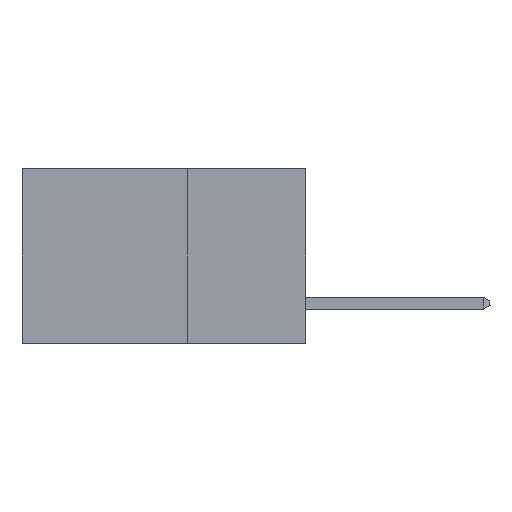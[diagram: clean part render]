
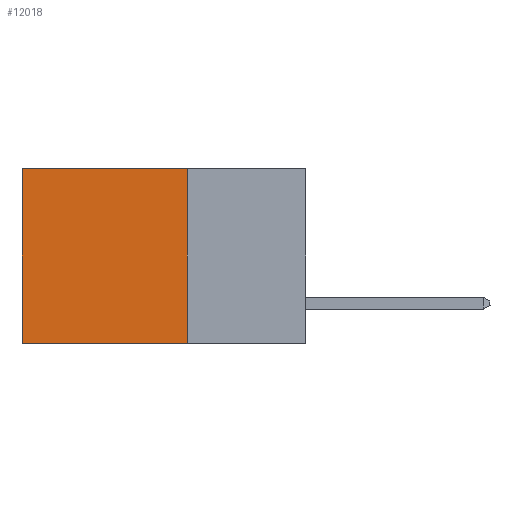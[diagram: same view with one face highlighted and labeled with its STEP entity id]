
A CAD part, left-side view. The second image highlights one B-rep face of the part: STEP entity #12018.
In plain terms, the highlighted planar face has unit normal (-1, 0, 0).
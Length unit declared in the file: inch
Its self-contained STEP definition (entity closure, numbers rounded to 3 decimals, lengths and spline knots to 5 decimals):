
#224 = LINE ( 'NONE', #8058, #24200 ) ;
#296 = CARTESIAN_POINT ( 'NONE',  ( 0.298, 0.25, -0.37 ) ) ;
#671 = VECTOR ( 'NONE', #27488, 39.37008 ) ;
#1897 = CARTESIAN_POINT ( 'NONE',  ( 0.298, 0.25, 0. ) ) ;
#3163 = DIRECTION ( 'NONE',  ( 0., 1., 0. ) ) ;
#3530 = VERTEX_POINT ( 'NONE', #4627 ) ;
#3533 = VECTOR ( 'NONE', #3163, 39.37008 ) ;
#3663 = VERTEX_POINT ( 'NONE', #7473 ) ;
#4627 = CARTESIAN_POINT ( 'NONE',  ( 0.298, 0.6, -0.37 ) ) ;
#5159 = EDGE_CURVE ( 'NONE', #3663, #3530, #22067, .T. ) ;
#5205 = ORIENTED_EDGE ( 'NONE', *, *, #27466, .F. ) ;
#5515 = DIRECTION ( 'NONE',  ( 1., 0., 0. ) ) ;
#5765 = DIRECTION ( 'NONE',  ( 0., 0., -1. ) ) ;
#7139 = CARTESIAN_POINT ( 'NONE',  ( 0.298, 0.25, 0. ) ) ;
#7473 = CARTESIAN_POINT ( 'NONE',  ( 0.298, 0.25, -0.37 ) ) ;
#7955 = AXIS2_PLACEMENT_3D ( 'NONE', #19433, #5515, #21786 ) ;
#8058 = CARTESIAN_POINT ( 'NONE',  ( 0.298, 0.6, 0. ) ) ;
#9141 = ORIENTED_EDGE ( 'NONE', *, *, #28519, .T. ) ;
#11903 = VERTEX_POINT ( 'NONE', #16736 ) ;
#12018 = ADVANCED_FACE ( 'NONE', ( #26003 ), #26322, .F. ) ;
#12084 = VECTOR ( 'NONE', #20460, 39.37008 ) ;
#13005 = LINE ( 'NONE', #25155, #671 ) ;
#14264 = LINE ( 'NONE', #1897, #12084 ) ;
#14362 = EDGE_CURVE ( 'NONE', #19521, #11903, #14264, .T. ) ;
#16736 = CARTESIAN_POINT ( 'NONE',  ( 0.298, 0.6, 0. ) ) ;
#17087 = EDGE_LOOP ( 'NONE', ( #9141, #20680, #5205, #23561 ) ) ;
#19433 = CARTESIAN_POINT ( 'NONE',  ( 0.298, 0.25, 0. ) ) ;
#19521 = VERTEX_POINT ( 'NONE', #7139 ) ;
#20460 = DIRECTION ( 'NONE',  ( 0., 1., 0. ) ) ;
#20680 = ORIENTED_EDGE ( 'NONE', *, *, #5159, .F. ) ;
#21786 = DIRECTION ( 'NONE',  ( 0., 0., -1. ) ) ;
#22067 = LINE ( 'NONE', #296, #3533 ) ;
#23561 = ORIENTED_EDGE ( 'NONE', *, *, #14362, .T. ) ;
#24200 = VECTOR ( 'NONE', #5765, 39.37008 ) ;
#25155 = CARTESIAN_POINT ( 'NONE',  ( 0.298, 0.25, 0. ) ) ;
#26003 = FACE_OUTER_BOUND ( 'NONE', #17087, .T. ) ;
#26322 = PLANE ( 'NONE',  #7955 ) ;
#27466 = EDGE_CURVE ( 'NONE', #19521, #3663, #13005, .T. ) ;
#27488 = DIRECTION ( 'NONE',  ( 0., 0., -1. ) ) ;
#28519 = EDGE_CURVE ( 'NONE', #11903, #3530, #224, .T. ) ;
